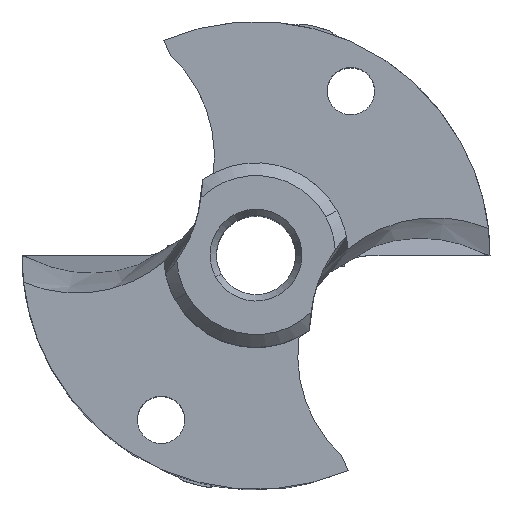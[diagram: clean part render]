
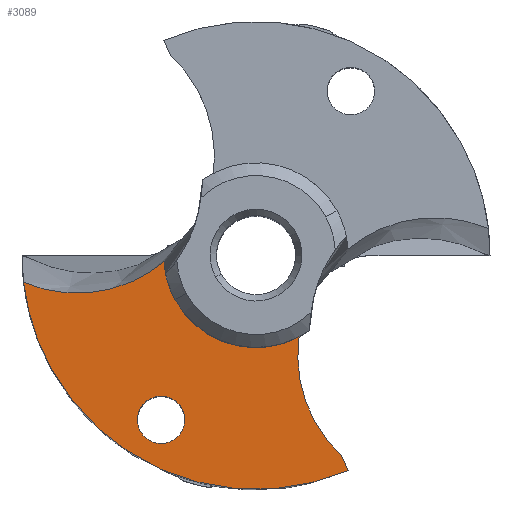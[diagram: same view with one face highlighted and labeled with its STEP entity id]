
A CAD part, top view. The second image highlights one B-rep face of the part: STEP entity #3089.
In plain terms, the highlighted planar face has unit normal (0, 0, 1).
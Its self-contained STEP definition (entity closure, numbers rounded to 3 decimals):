
#281=AXIS2_PLACEMENT_3D('Circle Axis2P3D',#279,#280,$) ;
#830=AXIS2_PLACEMENT_3D('Circle Axis2P3D',#828,#829,$) ;
#849=AXIS2_PLACEMENT_3D('Circle Axis2P3D',#847,#848,$) ;
#1343=AXIS2_PLACEMENT_3D('Circle Axis2P3D',#1341,#1342,$) ;
#1854=AXIS2_PLACEMENT_3D('Plane Axis2P3D',#1851,#1852,#1853) ;
#2919=AXIS2_PLACEMENT_3D('Circle Axis2P3D',#2917,#2918,$) ;
#3073=AXIS2_PLACEMENT_3D('Circle Axis2P3D',#3071,#3072,$) ;
#276=CARTESIAN_POINT('Vertex',(-16.016,-8.75,0.)) ;
#279=CARTESIAN_POINT('Axis2P3D Location',(0.,0.,0.)) ;
#283=CARTESIAN_POINT('Vertex',(-18.13,-2.087,0.)) ;
#461=CARTESIAN_POINT('Vertex',(6.655,-15.599,0.)) ;
#465=CARTESIAN_POINT('Control Point',(6.655,-15.599,0.)) ;
#466=CARTESIAN_POINT('Control Point',(6.764,-15.833,0.)) ;
#467=CARTESIAN_POINT('Control Point',(6.874,-16.067,0.)) ;
#468=CARTESIAN_POINT('Control Point',(6.983,-16.301,0.)) ;
#469=CARTESIAN_POINT('Control Point',(7.092,-16.535,0.)) ;
#470=CARTESIAN_POINT('Control Point',(7.201,-16.769,0.)) ;
#471=CARTESIAN_POINT('Vertex',(7.201,-16.769,0.)) ;
#623=CARTESIAN_POINT('Control Point',(-18.13,-2.087,0.)) ;
#624=CARTESIAN_POINT('Control Point',(-16.085,-2.974,0.)) ;
#625=CARTESIAN_POINT('Control Point',(-13.702,-3.365,0.)) ;
#626=CARTESIAN_POINT('Control Point',(-11.185,-3.015,0.)) ;
#627=CARTESIAN_POINT('Control Point',(-8.962,-1.978,0.)) ;
#628=CARTESIAN_POINT('Control Point',(-7.182,-0.509,0.)) ;
#629=CARTESIAN_POINT('Vertex',(-7.182,-0.509,0.)) ;
#825=CARTESIAN_POINT('Vertex',(-7.4,-10.967,0.)) ;
#828=CARTESIAN_POINT('Axis2P3D Location',(-7.4,-12.817,0.)) ;
#832=CARTESIAN_POINT('Vertex',(-7.4,-14.667,0.)) ;
#847=CARTESIAN_POINT('Axis2P3D Location',(-7.4,-12.817,0.)) ;
#962=CARTESIAN_POINT('Vertex',(3.354,-6.371,0.)) ;
#966=CARTESIAN_POINT('Control Point',(6.655,-15.599,0.)) ;
#967=CARTESIAN_POINT('Control Point',(5.194,-14.253,0.)) ;
#968=CARTESIAN_POINT('Control Point',(4.002,-12.515,0.)) ;
#969=CARTESIAN_POINT('Control Point',(3.273,-10.47,0.)) ;
#970=CARTESIAN_POINT('Control Point',(3.085,-8.364,0.)) ;
#971=CARTESIAN_POINT('Control Point',(3.354,-6.371,0.)) ;
#1338=CARTESIAN_POINT('Vertex',(-6.319,-3.452,0.)) ;
#1341=CARTESIAN_POINT('Axis2P3D Location',(0.,0.,0.)) ;
#1851=CARTESIAN_POINT('Axis2P3D Location',(18.25,0.,0.)) ;
#2917=CARTESIAN_POINT('Axis2P3D Location',(0.,0.,0.)) ;
#3071=CARTESIAN_POINT('Axis2P3D Location',(0.,0.,0.)) ;
#280=DIRECTION('Axis2P3D Direction',(0.,0.,1.)) ;
#829=DIRECTION('Axis2P3D Direction',(-0.,0.,-1.)) ;
#848=DIRECTION('Axis2P3D Direction',(-0.,0.,-1.)) ;
#1342=DIRECTION('Axis2P3D Direction',(0.,0.,1.)) ;
#1852=DIRECTION('Axis2P3D Direction',(0.,0.,1.)) ;
#1853=DIRECTION('Axis2P3D XDirection',(1.,0.,0.)) ;
#2918=DIRECTION('Axis2P3D Direction',(0.,0.,1.)) ;
#3072=DIRECTION('Axis2P3D Direction',(0.,0.,1.)) ;
#3077=ORIENTED_EDGE('',*,*,#972,.T.) ;
#3078=ORIENTED_EDGE('',*,*,#1345,.F.) ;
#3079=ORIENTED_EDGE('',*,*,#2921,.F.) ;
#3080=ORIENTED_EDGE('',*,*,#631,.F.) ;
#3081=ORIENTED_EDGE('',*,*,#285,.T.) ;
#3082=ORIENTED_EDGE('',*,*,#3075,.T.) ;
#3083=ORIENTED_EDGE('',*,*,#473,.F.) ;
#3086=ORIENTED_EDGE('',*,*,#834,.T.) ;
#3087=ORIENTED_EDGE('',*,*,#851,.T.) ;
#3088=FACE_BOUND('',#3085,.T.) ;
#3089=ADVANCED_FACE('NOCUT',(#3084,#3088),#1855,.T.) ;
#464=B_SPLINE_CURVE_WITH_KNOTS('',5,(#465,#466,#467,#468,#469,#470),.UNSPECIFIED.,.F.,.U.,(6,6),(1.833,3.124),.UNSPECIFIED.) ;
#622=B_SPLINE_CURVE_WITH_KNOTS('',5,(#623,#624,#625,#626,#627,#628),.UNSPECIFIED.,.F.,.U.,(6,6),(0.193,16.584),.UNSPECIFIED.) ;
#965=B_SPLINE_CURVE_WITH_KNOTS('',5,(#966,#967,#968,#969,#970,#971),.UNSPECIFIED.,.F.,.U.,(6,6),(3.361,17.644),.UNSPECIFIED.) ;
#282=CIRCLE('generated circle',#281,18.25) ;
#831=CIRCLE('generated circle',#830,1.85) ;
#850=CIRCLE('generated circle',#849,1.85) ;
#1344=CIRCLE('generated circle',#1343,7.2) ;
#2920=CIRCLE('generated circle',#2919,7.2) ;
#3074=CIRCLE('generated circle',#3073,18.25) ;
#285=EDGE_CURVE('',#284,#277,#282,.T.) ;
#473=EDGE_CURVE('',#462,#472,#464,.T.) ;
#631=EDGE_CURVE('',#284,#630,#622,.T.) ;
#834=EDGE_CURVE('',#833,#826,#831,.T.) ;
#851=EDGE_CURVE('',#826,#833,#850,.T.) ;
#972=EDGE_CURVE('',#462,#963,#965,.T.) ;
#1345=EDGE_CURVE('',#1339,#963,#1344,.T.) ;
#2921=EDGE_CURVE('',#630,#1339,#2920,.T.) ;
#3075=EDGE_CURVE('',#277,#472,#3074,.T.) ;
#3076=EDGE_LOOP('',(#3077,#3078,#3079,#3080,#3081,#3082,#3083)) ;
#3085=EDGE_LOOP('',(#3086,#3087)) ;
#3084=FACE_OUTER_BOUND('',#3076,.T.) ;
#1855=PLANE('',#1854) ;
#277=VERTEX_POINT('',#276) ;
#284=VERTEX_POINT('',#283) ;
#462=VERTEX_POINT('',#461) ;
#472=VERTEX_POINT('',#471) ;
#630=VERTEX_POINT('',#629) ;
#826=VERTEX_POINT('',#825) ;
#833=VERTEX_POINT('',#832) ;
#963=VERTEX_POINT('',#962) ;
#1339=VERTEX_POINT('',#1338) ;
